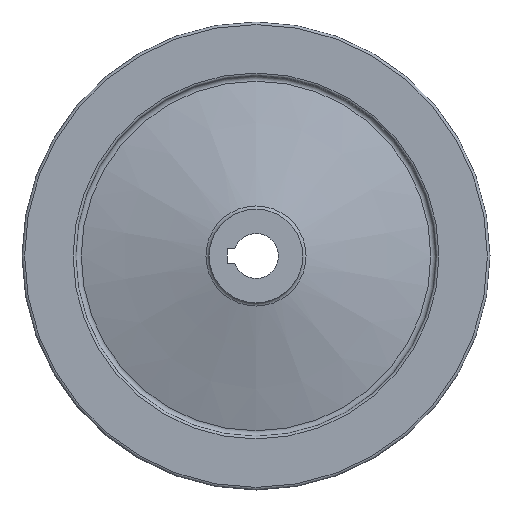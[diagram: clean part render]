
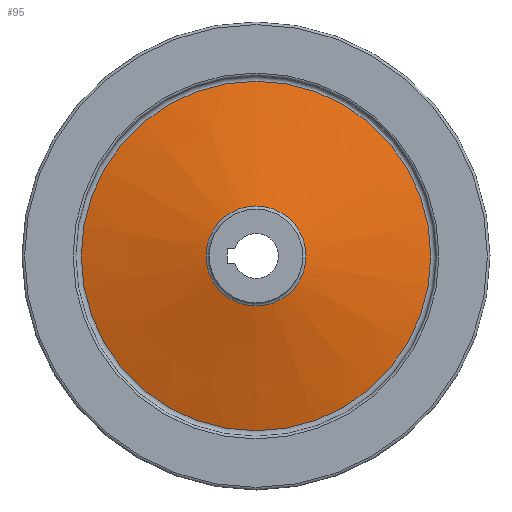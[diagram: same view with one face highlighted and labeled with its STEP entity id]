
A CAD part, left-side view. The second image highlights one B-rep face of the part: STEP entity #95.
In plain terms, the highlighted conical face has half-angle 74.91 degrees and reference radius 26.726 mm.
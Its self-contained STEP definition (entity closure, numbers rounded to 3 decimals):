
#95 = ADVANCED_FACE( '', ( #208, #209 ), #210, .T. );
#208 = FACE_OUTER_BOUND( '', #320, .T. );
#209 = FACE_BOUND( '', #321, .T. );
#210 = CONICAL_SURFACE( '', #322, 26.726, 1.307 );
#320 = EDGE_LOOP( '', ( #516 ) );
#321 = EDGE_LOOP( '', ( #517 ) );
#322 = AXIS2_PLACEMENT_3D( '', #518, #519, #520 );
#516 = ORIENTED_EDGE( '', *, *, #580, .F. );
#517 = ORIENTED_EDGE( '', *, *, #589, .T. );
#518 = CARTESIAN_POINT( '', ( 17.55, 0., 0. ) );
#519 = DIRECTION( '', ( 1., 0., 0. ) );
#520 = DIRECTION( '', ( 0., 0., -1. ) );
#580 = EDGE_CURVE( '', #665, #665, #666, .T. );
#589 = EDGE_CURVE( '', #679, #679, #680, .T. );
#665 = VERTEX_POINT( '', #762 );
#666 = CIRCLE( '', #763, 93.372 );
#679 = VERTEX_POINT( '', #776 );
#680 = CIRCLE( '', #777, 26.726 );
#762 = CARTESIAN_POINT( '', ( 35.52, 0., -93.372 ) );
#763 = AXIS2_PLACEMENT_3D( '', #858, #859, #860 );
#776 = CARTESIAN_POINT( '', ( 17.55, 0., -26.726 ) );
#777 = AXIS2_PLACEMENT_3D( '', #873, #874, #875 );
#858 = CARTESIAN_POINT( '', ( 35.52, 0., 0. ) );
#859 = DIRECTION( '', ( 1., 0., 0. ) );
#860 = DIRECTION( '', ( 0., 0., -1. ) );
#873 = CARTESIAN_POINT( '', ( 17.55, 0., 0. ) );
#874 = DIRECTION( '', ( 1., 0., 0. ) );
#875 = DIRECTION( '', ( 0., 0., -1. ) );
